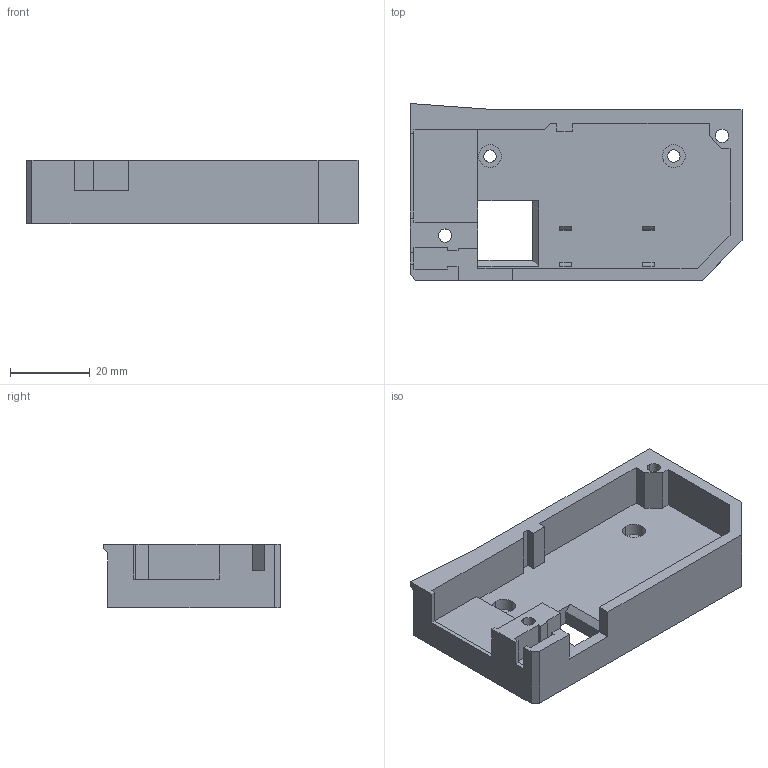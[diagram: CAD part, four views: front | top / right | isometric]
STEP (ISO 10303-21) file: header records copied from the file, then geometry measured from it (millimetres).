
FILE_DESCRIPTION((''),'2;1');
FILE_NAME('SABRE_HOLDER','2022-03-07T18:44:07',('Dinu'),(''),'CREO PARAMETRIC BY PTC INC, 2021164','CREO PARAMETRIC BY PTC INC, 2021164','');
FILE_SCHEMA(('CONFIG_CONTROL_DESIGN'));
Length unit declared in the file: millimetre
Products named in the file (1): SABRE_HOLDER
Bounding box: 83 x 44.21 x 15.85 mm (x, y, z)
Volume: 22898.3 mm3; surface area: 13524.8 mm2
Topology: 1 solids, 1 shells, 96 faces, 259 edges, 172 vertices
Faces by surface type: plane 68, cylinder 28
Entity records: 3069 total; most frequent: CARTESIAN_POINT 527, ORIENTED_EDGE 518, DIRECTION 507, EDGE_CURVE 259, VECTOR 203, LINE 203, VERTEX_POINT 172, AXIS2_PLACEMENT_3D 152
